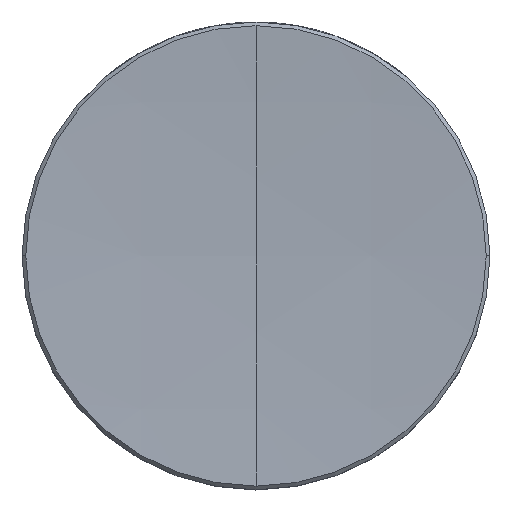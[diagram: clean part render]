
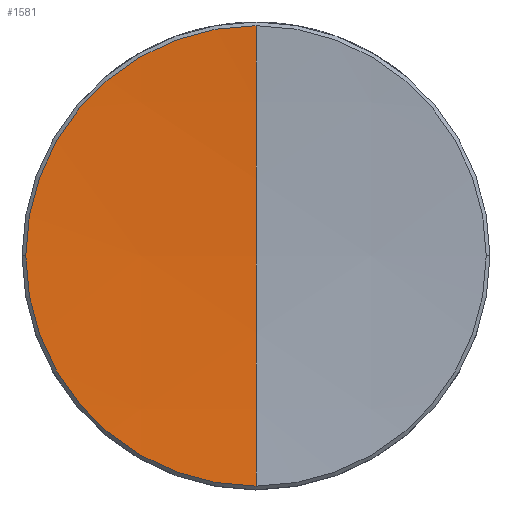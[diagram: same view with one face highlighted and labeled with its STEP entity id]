
A CAD part, top view. The second image highlights one B-rep face of the part: STEP entity #1581.
In plain terms, the highlighted spherical face has radius 200 mm.
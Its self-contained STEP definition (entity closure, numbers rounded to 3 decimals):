
#39 = CARTESIAN_POINT ( 'NONE',  ( 0., 0., 203. ) ) ;
#93 = CARTESIAN_POINT ( 'NONE',  ( 0., -12.5, 3.391 ) ) ;
#172 = CARTESIAN_POINT ( 'NONE',  ( -12.5, 0., 3.391 ) ) ;
#193 = EDGE_CURVE ( 'NONE', #1892, #1776, #1207, .T. ) ;
#318 = AXIS2_PLACEMENT_3D ( 'NONE', #365, #1175, #630 ) ;
#365 = CARTESIAN_POINT ( 'NONE',  ( 0., 0., 203. ) ) ;
#460 = VERTEX_POINT ( 'NONE', #172 ) ;
#473 = ORIENTED_EDGE ( 'NONE', *, *, #1918, .T. ) ;
#507 = CIRCLE ( 'NONE', #2705, 12.5 ) ;
#583 = SPHERICAL_SURFACE ( 'NONE', #633, 200. ) ;
#630 = DIRECTION ( 'NONE',  ( 0., 0., 1. ) ) ;
#633 = AXIS2_PLACEMENT_3D ( 'NONE', #39, #1392, #3277 ) ;
#637 = DIRECTION ( 'NONE',  ( 1., 0., 0. ) ) ;
#862 = DIRECTION ( 'NONE',  ( 1., 0., 0. ) ) ;
#976 = AXIS2_PLACEMENT_3D ( 'NONE', #3009, #862, #1125 ) ;
#984 = ORIENTED_EDGE ( 'NONE', *, *, #3464, .T. ) ;
#1034 = EDGE_CURVE ( 'NONE', #460, #1405, #507, .T. ) ;
#1125 = DIRECTION ( 'NONE',  ( 0., 1., 0. ) ) ;
#1165 = AXIS2_PLACEMENT_3D ( 'NONE', #2801, #1170, #637 ) ;
#1170 = DIRECTION ( 'NONE',  ( 0., 0., 1. ) ) ;
#1175 = DIRECTION ( 'NONE',  ( -1., 0., 0. ) ) ;
#1207 = CIRCLE ( 'NONE', #318, 200. ) ;
#1360 = ORIENTED_EDGE ( 'NONE', *, *, #1034, .T. ) ;
#1392 = DIRECTION ( 'NONE',  ( 1., 0., 0. ) ) ;
#1405 = VERTEX_POINT ( 'NONE', #93 ) ;
#1581 = ADVANCED_FACE ( 'NONE', ( #2454 ), #583, .F. ) ;
#1709 = ORIENTED_EDGE ( 'NONE', *, *, #193, .F. ) ;
#1767 = DIRECTION ( 'NONE',  ( 1., 0., 0. ) ) ;
#1776 = VERTEX_POINT ( 'NONE', #1978 ) ;
#1892 = VERTEX_POINT ( 'NONE', #2480 ) ;
#1918 = EDGE_CURVE ( 'NONE', #1892, #460, #3245, .T. ) ;
#1978 = CARTESIAN_POINT ( 'NONE',  ( 0., 0., 3. ) ) ;
#2046 = CARTESIAN_POINT ( 'NONE',  ( 0., 0., 3.391 ) ) ;
#2454 = FACE_OUTER_BOUND ( 'NONE', #2695, .T. ) ;
#2480 = CARTESIAN_POINT ( 'NONE',  ( 0., 12.5, 3.391 ) ) ;
#2695 = EDGE_LOOP ( 'NONE', ( #473, #1360, #984, #1709 ) ) ;
#2705 = AXIS2_PLACEMENT_3D ( 'NONE', #2046, #2761, #1767 ) ;
#2761 = DIRECTION ( 'NONE',  ( 0., 0., 1. ) ) ;
#2801 = CARTESIAN_POINT ( 'NONE',  ( 0., 0., 3.391 ) ) ;
#2893 = CIRCLE ( 'NONE', #976, 200. ) ;
#3009 = CARTESIAN_POINT ( 'NONE',  ( 0., 0., 203. ) ) ;
#3245 = CIRCLE ( 'NONE', #1165, 12.5 ) ;
#3277 = DIRECTION ( 'NONE',  ( 0., 1., 0. ) ) ;
#3464 = EDGE_CURVE ( 'NONE', #1405, #1776, #2893, .T. ) ;
